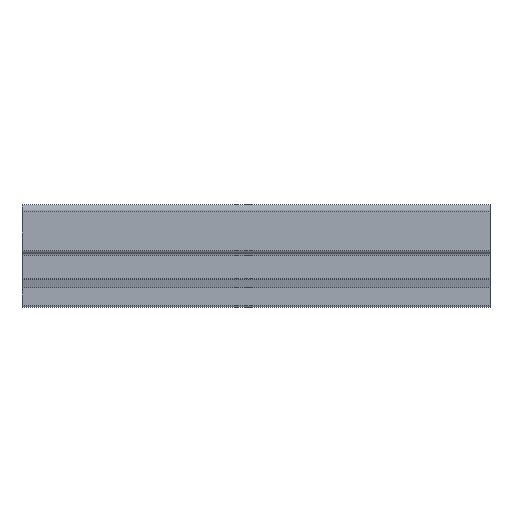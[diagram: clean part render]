
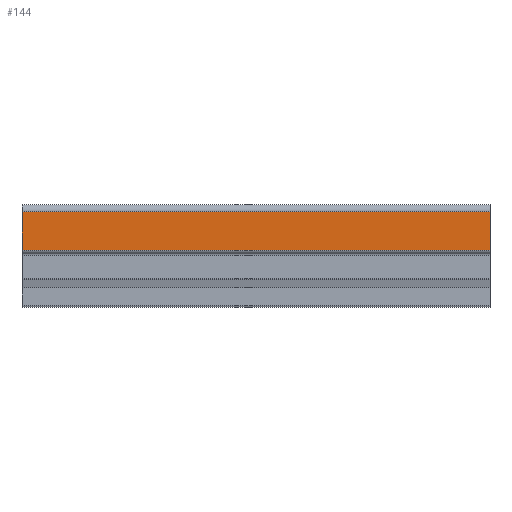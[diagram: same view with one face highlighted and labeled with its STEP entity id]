
A CAD part, left-side view. The second image highlights one B-rep face of the part: STEP entity #144.
In plain terms, the highlighted planar face has unit normal (-1, 0, 0).
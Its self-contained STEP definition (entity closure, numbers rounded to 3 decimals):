
#144 = ADVANCED_FACE( '', ( #296 ), #297, .F. );
#296 = FACE_OUTER_BOUND( '', #453, .T. );
#297 = PLANE( '', #454 );
#453 = EDGE_LOOP( '', ( #867, #868, #869, #870 ) );
#454 = AXIS2_PLACEMENT_3D( '', #871, #872, #873 );
#867 = ORIENTED_EDGE( '', *, *, #1082, .T. );
#868 = ORIENTED_EDGE( '', *, *, #1126, .F. );
#869 = ORIENTED_EDGE( '', *, *, #1093, .F. );
#870 = ORIENTED_EDGE( '', *, *, #1160, .T. );
#871 = CARTESIAN_POINT( '', ( -8.85, 100., 1.2 ) );
#872 = DIRECTION( '', ( 1., 0., 0. ) );
#873 = DIRECTION( '', ( 0., 0., -1. ) );
#1082 = EDGE_CURVE( '', #1287, #1344, #1346, .T. );
#1093 = EDGE_CURVE( '', #1361, #1363, #1364, .T. );
#1126 = EDGE_CURVE( '', #1363, #1344, #1416, .T. );
#1160 = EDGE_CURVE( '', #1361, #1287, #1450, .T. );
#1287 = VERTEX_POINT( '', #1611 );
#1344 = VERTEX_POINT( '', #1681 );
#1346 = LINE( '', #1683, #1684 );
#1361 = VERTEX_POINT( '', #1705 );
#1363 = VERTEX_POINT( '', #1707 );
#1364 = LINE( '', #1708, #1709 );
#1416 = LINE( '', #1772, #1773 );
#1450 = LINE( '', #1822, #1823 );
#1611 = CARTESIAN_POINT( '', ( -8.85, 0., 1.2 ) );
#1681 = CARTESIAN_POINT( '', ( -8.85, 0., 9.5 ) );
#1683 = CARTESIAN_POINT( '', ( -8.85, 0., 1.2 ) );
#1684 = VECTOR( '', #2000, 1000. );
#1705 = CARTESIAN_POINT( '', ( -8.85, 100., 1.2 ) );
#1707 = CARTESIAN_POINT( '', ( -8.85, 100., 9.5 ) );
#1708 = CARTESIAN_POINT( '', ( -8.85, 100., 1.2 ) );
#1709 = VECTOR( '', #2010, 1000. );
#1772 = CARTESIAN_POINT( '', ( -8.85, 100., 9.5 ) );
#1773 = VECTOR( '', #2082, 1000. );
#1822 = CARTESIAN_POINT( '', ( -8.85, 100., 1.2 ) );
#1823 = VECTOR( '', #2098, 1000. );
#2000 = DIRECTION( '', ( 0., 0., 1. ) );
#2010 = DIRECTION( '', ( 0., 0., 1. ) );
#2082 = DIRECTION( '', ( 0., -1., 0. ) );
#2098 = DIRECTION( '', ( 0., -1., 0. ) );
